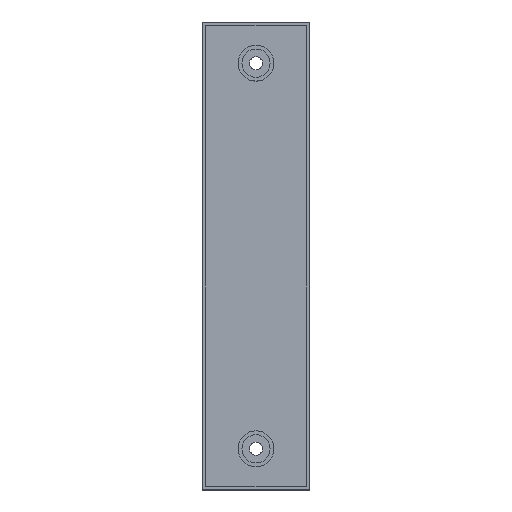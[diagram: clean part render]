
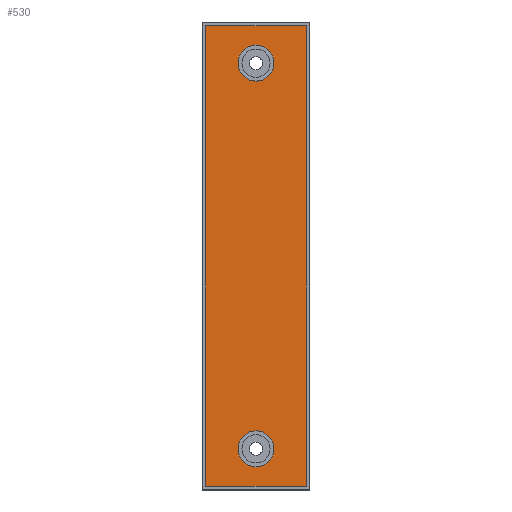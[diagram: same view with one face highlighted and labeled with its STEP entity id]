
A CAD part, top view. The second image highlights one B-rep face of the part: STEP entity #530.
In plain terms, the highlighted planar face has unit normal (0, 0, 1).
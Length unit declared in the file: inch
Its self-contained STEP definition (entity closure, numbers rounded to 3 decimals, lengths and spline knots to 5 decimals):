
#101=DIRECTION('',(0.,-1.,0.));
#102=VECTOR('',#101,7.04724);
#103=CARTESIAN_POINT('',(-0.76772,3.52362,
0.2815));
#104=LINE('',#103,#102);
#105=DIRECTION('',(-1.,0.,0.));
#106=VECTOR('',#105,1.53543);
#107=CARTESIAN_POINT('',(0.76772,3.52362,0.2815));
#108=LINE('',#107,#106);
#109=DIRECTION('',(0.,1.,0.));
#110=VECTOR('',#109,7.04724);
#111=CARTESIAN_POINT('',(0.76772,-3.52362,
0.2815));
#112=LINE('',#111,#110);
#113=DIRECTION('',(1.,0.,0.));
#114=VECTOR('',#113,1.53543);
#115=CARTESIAN_POINT('',(-0.76772,-3.52362,
0.2815));
#116=LINE('',#115,#114);
#117=CARTESIAN_POINT('',(0.,2.95276,0.2815));
#118=DIRECTION('',(0.,0.,-1.));
#119=DIRECTION('',(1.,0.,0.));
#120=AXIS2_PLACEMENT_3D('',#117,#118,#119);
#122=CARTESIAN_POINT('',(0.,2.95276,0.2815));
#123=DIRECTION('',(0.,0.,-1.));
#124=DIRECTION('',(-1.,0.,0.));
#125=AXIS2_PLACEMENT_3D('',#122,#123,#124);
#127=CARTESIAN_POINT('',(0.,-2.95276,0.2815));
#128=DIRECTION('',(0.,0.,-1.));
#129=DIRECTION('',(1.,0.,0.));
#130=AXIS2_PLACEMENT_3D('',#127,#128,#129);
#132=CARTESIAN_POINT('',(0.,-2.95276,0.2815));
#133=DIRECTION('',(0.,0.,-1.));
#134=DIRECTION('',(-1.,0.,0.));
#135=AXIS2_PLACEMENT_3D('',#132,#133,#134);
#281=CARTESIAN_POINT('',(-0.76772,3.52362,
0.2815));
#282=CARTESIAN_POINT('',(-0.76772,-3.52362,
0.2815));
#283=VERTEX_POINT('',#281);
#284=VERTEX_POINT('',#282);
#285=CARTESIAN_POINT('',(0.76772,-3.52362,
0.2815));
#286=VERTEX_POINT('',#285);
#287=CARTESIAN_POINT('',(0.76772,3.52362,0.2815));
#288=VERTEX_POINT('',#287);
#329=CARTESIAN_POINT('',(0.27485,2.95276,0.2815));
#330=CARTESIAN_POINT('',(-0.27485,2.95276,
0.2815));
#331=VERTEX_POINT('',#329);
#332=VERTEX_POINT('',#330);
#333=CARTESIAN_POINT('',(0.27485,-2.95276,
0.2815));
#334=CARTESIAN_POINT('',(-0.27485,-2.95276,
0.2815));
#335=VERTEX_POINT('',#333);
#336=VERTEX_POINT('',#334);
#507=CARTESIAN_POINT('',(0.,0.,0.2815));
#508=DIRECTION('',(0.,0.,1.));
#509=DIRECTION('',(1.,0.,0.));
#510=AXIS2_PLACEMENT_3D('',#507,#508,#509);
#511=PLANE('',#510);
#512=ORIENTED_EDGE('',*,*,#459,.F.);
#513=ORIENTED_EDGE('',*,*,#474,.F.);
#514=ORIENTED_EDGE('',*,*,#488,.F.);
#515=ORIENTED_EDGE('',*,*,#501,.F.);
#516=EDGE_LOOP('',(#512,#513,#514,#515));
#517=FACE_OUTER_BOUND('',#516,.F.);
#519=ORIENTED_EDGE('',*,*,#518,.F.);
#521=ORIENTED_EDGE('',*,*,#520,.F.);
#522=EDGE_LOOP('',(#519,#521));
#523=FACE_BOUND('',#522,.F.);
#525=ORIENTED_EDGE('',*,*,#524,.F.);
#527=ORIENTED_EDGE('',*,*,#526,.F.);
#528=EDGE_LOOP('',(#525,#527));
#529=FACE_BOUND('',#528,.F.);
#530=ADVANCED_FACE('',(#517,#523,#529),#511,.T.);
#121=CIRCLE('',#120,0.27485);
#126=CIRCLE('',#125,0.27485);
#131=CIRCLE('',#130,0.27485);
#136=CIRCLE('',#135,0.27485);
#459=EDGE_CURVE('',#283,#284,#104,.T.);
#474=EDGE_CURVE('',#288,#283,#108,.T.);
#488=EDGE_CURVE('',#286,#288,#112,.T.);
#501=EDGE_CURVE('',#284,#286,#116,.T.);
#518=EDGE_CURVE('',#331,#332,#121,.T.);
#520=EDGE_CURVE('',#332,#331,#126,.T.);
#524=EDGE_CURVE('',#335,#336,#131,.T.);
#526=EDGE_CURVE('',#336,#335,#136,.T.);
